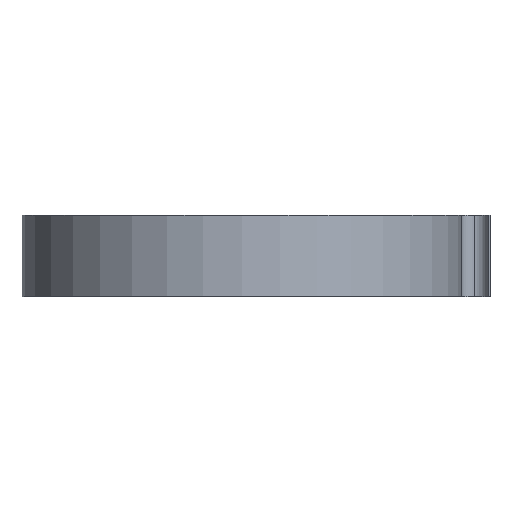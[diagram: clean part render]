
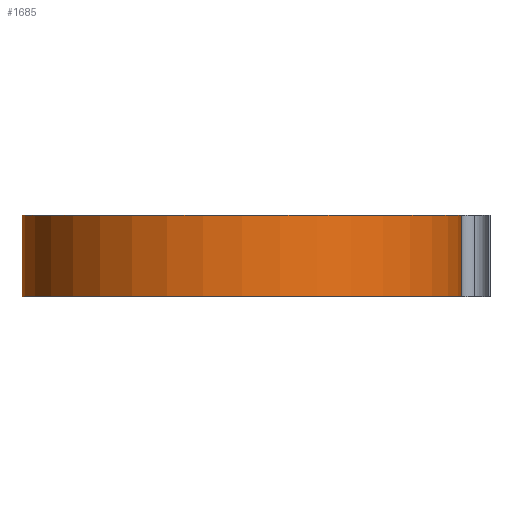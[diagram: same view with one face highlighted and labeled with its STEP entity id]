
A CAD part, top view. The second image highlights one B-rep face of the part: STEP entity #1685.
In plain terms, the highlighted cylindrical face has radius 32.5 mm (diameter 65 mm), a partial arc.
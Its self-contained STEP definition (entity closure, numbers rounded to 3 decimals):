
#140 = VERTEX_POINT ( 'NONE', #3454 ) ;
#830 = DIRECTION ( 'NONE',  ( 0., -1., 0. ) ) ;
#906 = CARTESIAN_POINT ( 'NONE',  ( 32.5, 12., 0. ) ) ;
#930 = ORIENTED_EDGE ( 'NONE', *, *, #6009, .F. ) ;
#939 = AXIS2_PLACEMENT_3D ( 'NONE', #1430, #830, #4443 ) ;
#958 = CARTESIAN_POINT ( 'NONE',  ( 0., 0., 0. ) ) ;
#1106 = ORIENTED_EDGE ( 'NONE', *, *, #2979, .T. ) ;
#1353 = CARTESIAN_POINT ( 'NONE',  ( 32.5, 12., 0. ) ) ;
#1430 = CARTESIAN_POINT ( 'NONE',  ( 0., 12., 0. ) ) ;
#1496 = DIRECTION ( 'NONE',  ( 1., 0., 0. ) ) ;
#1685 = ADVANCED_FACE ( 'NONE', ( #5581 ), #6076, .T. ) ;
#1881 = CIRCLE ( 'NONE', #5673, 32.5 ) ;
#2098 = DIRECTION ( 'NONE',  ( 0., -1., 0. ) ) ;
#2309 = CARTESIAN_POINT ( 'NONE',  ( -32.5, 12., 0. ) ) ;
#2570 = VECTOR ( 'NONE', #2098, 1000. ) ;
#2589 = CARTESIAN_POINT ( 'NONE',  ( -32.5, 0., 0. ) ) ;
#2597 = VERTEX_POINT ( 'NONE', #2309 ) ;
#2867 = VERTEX_POINT ( 'NONE', #2589 ) ;
#2888 = LINE ( 'NONE', #906, #4969 ) ;
#2979 = EDGE_CURVE ( 'NONE', #2867, #140, #1881, .T. ) ;
#3028 = DIRECTION ( 'NONE',  ( 0., 1., 0. ) ) ;
#3241 = VERTEX_POINT ( 'NONE', #1353 ) ;
#3454 = CARTESIAN_POINT ( 'NONE',  ( 32.5, 0., 0. ) ) ;
#3638 = AXIS2_PLACEMENT_3D ( 'NONE', #5009, #6003, #4438 ) ;
#3919 = ORIENTED_EDGE ( 'NONE', *, *, #4887, .T. ) ;
#4118 = LINE ( 'NONE', #4663, #2570 ) ;
#4438 = DIRECTION ( 'NONE',  ( 1., 0., 0. ) ) ;
#4443 = DIRECTION ( 'NONE',  ( 0., 0., -1. ) ) ;
#4485 = ORIENTED_EDGE ( 'NONE', *, *, #5050, .F. ) ;
#4663 = CARTESIAN_POINT ( 'NONE',  ( -32.5, 12., 0. ) ) ;
#4887 = EDGE_CURVE ( 'NONE', #2597, #2867, #4118, .T. ) ;
#4926 = DIRECTION ( 'NONE',  ( 0., -1., 0. ) ) ;
#4969 = VECTOR ( 'NONE', #4926, 1000. ) ;
#5009 = CARTESIAN_POINT ( 'NONE',  ( 0., 12., 0. ) ) ;
#5050 = EDGE_CURVE ( 'NONE', #3241, #140, #2888, .T. ) ;
#5054 = CIRCLE ( 'NONE', #3638, 32.5 ) ;
#5581 = FACE_OUTER_BOUND ( 'NONE', #6463, .T. ) ;
#5673 = AXIS2_PLACEMENT_3D ( 'NONE', #958, #3028, #1496 ) ;
#6003 = DIRECTION ( 'NONE',  ( 0., 1., 0. ) ) ;
#6009 = EDGE_CURVE ( 'NONE', #2597, #3241, #5054, .T. ) ;
#6076 = CYLINDRICAL_SURFACE ( 'NONE', #939, 32.5 ) ;
#6463 = EDGE_LOOP ( 'NONE', ( #1106, #4485, #930, #3919 ) ) ;
